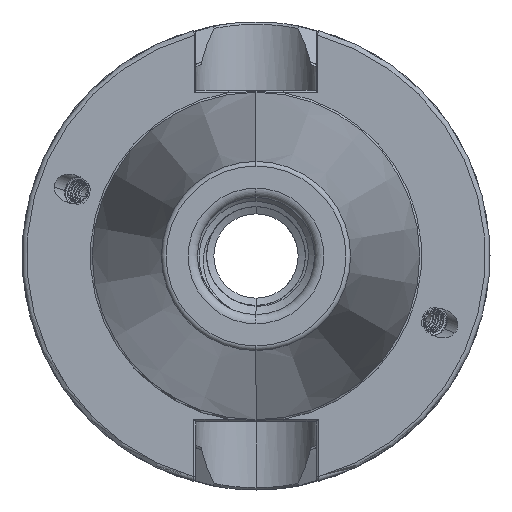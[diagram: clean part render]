
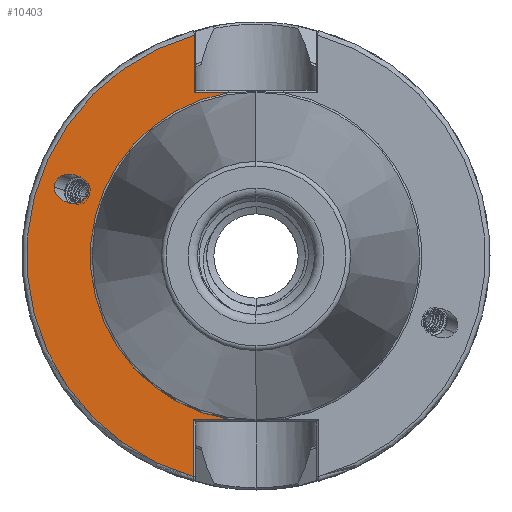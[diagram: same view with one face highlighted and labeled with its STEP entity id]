
A CAD part, left-side view. The second image highlights one B-rep face of the part: STEP entity #10403.
In plain terms, the highlighted planar face has unit normal (-1, 0, 0).
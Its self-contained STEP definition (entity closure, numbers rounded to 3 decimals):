
#1090 = CIRCLE ( 'NONE', #2379, 49. ) ;
#1172 = CIRCLE ( 'NONE', #2375, 35.398 ) ;
#1217 = VECTOR ( 'NONE', #13854, 1000. ) ;
#1237 = LINE ( 'NONE', #13856, #1217 ) ;
#1312 = ORIENTED_EDGE ( 'NONE', *, *, #13103, .T. ) ;
#1380 = ORIENTED_EDGE ( 'NONE', *, *, #13073, .T. ) ;
#1382 = ORIENTED_EDGE ( 'NONE', *, *, #13109, .T. ) ;
#1384 = ORIENTED_EDGE ( 'NONE', *, *, #13060, .T. ) ;
#2361 = FACE_BOUND ( 'NONE', #16530, .T. ) ;
#2372 = FACE_OUTER_BOUND ( 'NONE', #16518, .T. ) ;
#2375 = AXIS2_PLACEMENT_3D ( 'NONE', #13751, #13752, #13753 ) ;
#2379 = AXIS2_PLACEMENT_3D ( 'NONE', #13996, #13978, #13979 ) ;
#4207 = VERTEX_POINT ( 'NONE', #11824 ) ;
#4208 = VERTEX_POINT ( 'NONE', #11841 ) ;
#4265 = VERTEX_POINT ( 'NONE', #11922 ) ;
#4565 = VERTEX_POINT ( 'NONE', #15029 ) ;
#4572 = VERTEX_POINT ( 'NONE', #15032 ) ;
#4602 = VERTEX_POINT ( 'NONE', #15114 ) ;
#4625 = VERTEX_POINT ( 'NONE', #15134 ) ;
#4629 = VERTEX_POINT ( 'NONE', #15110 ) ;
#4654 = VERTEX_POINT ( 'NONE', #15139 ) ;
#5263 = PLANE ( 'NONE',  #12585 ) ;
#5265 = CARTESIAN_POINT ( 'NONE',  ( 0., 35.398, 0. ) ) ;
#5304 = DIRECTION ( 'NONE',  ( 0., 0., 1. ) ) ;
#5331 = DIRECTION ( 'NONE',  ( -1., 0., 0. ) ) ;
#7279 = CARTESIAN_POINT ( 'NONE',  ( 0., 35.867, 13.369 ) ) ;
#7282 = CARTESIAN_POINT ( 'NONE',  ( 0., 35.816, 13.963 ) ) ;
#7286 = CARTESIAN_POINT ( 'NONE',  ( 0., 35.816, 13.662 ) ) ;
#7291 = CARTESIAN_POINT ( 'NONE',  ( 0., 35.968, 13.091 ) ) ;
#7300 = CARTESIAN_POINT ( 'NONE',  ( 0., 35.816, 13.963 ) ) ;
#7302 = CARTESIAN_POINT ( 'NONE',  ( 0., 35.816, 20.184 ) ) ;
#7310 = CARTESIAN_POINT ( 'NONE',  ( 0., 43.118, 20.987 ) ) ;
#7311 = CARTESIAN_POINT ( 'NONE',  ( 0., 43.118, 14.766 ) ) ;
#10403 = ADVANCED_FACE ( 'NONE', ( #2361, #2372 ), #5263, .T. ) ;
#11824 = CARTESIAN_POINT ( 'NONE',  ( 0., 43.118, 14.766 ) ) ;
#11841 = CARTESIAN_POINT ( 'NONE',  ( 0., 35.968, 13.091 ) ) ;
#11922 = CARTESIAN_POINT ( 'NONE',  ( 0., 35.816, 13.963 ) ) ;
#12464 = EDGE_CURVE ( 'NONE', #4208, #4265, #17043, .T. ) ;
#12465 = EDGE_CURVE ( 'NONE', #4265, #4207, #17048, .T. ) ;
#12585 = AXIS2_PLACEMENT_3D ( 'NONE', #5265, #5331, #5304 ) ;
#13060 = EDGE_CURVE ( 'NONE', #4629, #4654, #1172, .T. ) ;
#13068 = EDGE_CURVE ( 'NONE', #4207, #4208, #16950, .T. ) ;
#13073 = EDGE_CURVE ( 'NONE', #4602, #4629, #1237, .T. ) ;
#13090 = EDGE_CURVE ( 'NONE', #4572, #4565, #1090, .T. ) ;
#13103 = EDGE_CURVE ( 'NONE', #4654, #4625, #14736, .T. ) ;
#13106 = EDGE_CURVE ( 'NONE', #4572, #4602, #14702, .T. ) ;
#13109 = EDGE_CURVE ( 'NONE', #4625, #4565, #14719, .T. ) ;
#13751 = CARTESIAN_POINT ( 'NONE',  ( 0., 0., 0. ) ) ;
#13752 = DIRECTION ( 'NONE',  ( 1., 0., 0. ) ) ;
#13753 = DIRECTION ( 'NONE',  ( 0., 0., -1. ) ) ;
#13804 = CARTESIAN_POINT ( 'NONE',  ( 0., 43.118, 9.99 ) ) ;
#13815 = CARTESIAN_POINT ( 'NONE',  ( 0., 37.57, 8.69 ) ) ;
#13823 = CARTESIAN_POINT ( 'NONE',  ( 0., 43.118, 14.766 ) ) ;
#13824 = CARTESIAN_POINT ( 'NONE',  ( 0., 35.968, 13.091 ) ) ;
#13854 = DIRECTION ( 'NONE',  ( 0., -1., 0. ) ) ;
#13856 = CARTESIAN_POINT ( 'NONE',  ( 0., -12.85, -34.9 ) ) ;
#13978 = DIRECTION ( 'NONE',  ( 1., 0., 0. ) ) ;
#13979 = DIRECTION ( 'NONE',  ( 0., 0., -1. ) ) ;
#13996 = CARTESIAN_POINT ( 'NONE',  ( 0., 0., 0. ) ) ;
#14075 = CARTESIAN_POINT ( 'NONE',  ( 0., 13.194, 0. ) ) ;
#14087 = CARTESIAN_POINT ( 'NONE',  ( 0., 13.279, -35.4 ) ) ;
#14090 = DIRECTION ( 'NONE',  ( 0., 1., 0. ) ) ;
#14094 = DIRECTION ( 'NONE',  ( 0., 0., 1. ) ) ;
#14103 = CARTESIAN_POINT ( 'NONE',  ( 0., 35.398, 34.9 ) ) ;
#14108 = DIRECTION ( 'NONE',  ( 0., 0., 1. ) ) ;
#14702 = LINE ( 'NONE', #14087, #14704 ) ;
#14704 = VECTOR ( 'NONE', #14094, 1000. ) ;
#14715 = VECTOR ( 'NONE', #14108, 1000. ) ;
#14719 = LINE ( 'NONE', #14075, #14715 ) ;
#14735 = VECTOR ( 'NONE', #14090, 1000. ) ;
#14736 = LINE ( 'NONE', #14103, #14735 ) ;
#15029 = CARTESIAN_POINT ( 'NONE',  ( 0., 13.194, 47.19 ) ) ;
#15032 = CARTESIAN_POINT ( 'NONE',  ( 0., 13.279, -47.166 ) ) ;
#15110 = CARTESIAN_POINT ( 'NONE',  ( 0., 5.916, -34.9 ) ) ;
#15114 = CARTESIAN_POINT ( 'NONE',  ( 0., 13.279, -34.9 ) ) ;
#15134 = CARTESIAN_POINT ( 'NONE',  ( 0., 13.194, 34.9 ) ) ;
#15139 = CARTESIAN_POINT ( 'NONE',  ( 0., 5.916, 34.9 ) ) ;
#16518 = EDGE_LOOP ( 'NONE', ( #16579, #16608, #1380, #1384, #1312, #1382 ) ) ;
#16530 = EDGE_LOOP ( 'NONE', ( #16613, #16562, #16564 ) ) ;
#16562 = ORIENTED_EDGE ( 'NONE', *, *, #13068, .F. ) ;
#16564 = ORIENTED_EDGE ( 'NONE', *, *, #12465, .F. ) ;
#16579 = ORIENTED_EDGE ( 'NONE', *, *, #13090, .F. ) ;
#16608 = ORIENTED_EDGE ( 'NONE', *, *, #13106, .T. ) ;
#16613 = ORIENTED_EDGE ( 'NONE', *, *, #12464, .F. ) ;
#16950 =( BOUNDED_CURVE ( )  B_SPLINE_CURVE ( 3, ( #13823, #13804, #13815, #13824 ),
 .UNSPECIFIED., .F., .F. ) 
 B_SPLINE_CURVE_WITH_KNOTS ( ( 4, 4 ),
 ( 3.431, 6.283 ),
 .UNSPECIFIED. ) 
 CURVE ( )  GEOMETRIC_REPRESENTATION_ITEM ( )  RATIONAL_B_SPLINE_CURVE ( ( 1., 0.43, 0.43, 1. ) ) 
 REPRESENTATION_ITEM ( '' )  );
#17043 =( BOUNDED_CURVE ( )  B_SPLINE_CURVE ( 3, ( #7291, #7279, #7286, #7282 ),
 .UNSPECIFIED., .F., .F. ) 
 B_SPLINE_CURVE_WITH_KNOTS ( ( 4, 4 ),
 ( 0., 0.29 ),
 .UNSPECIFIED. ) 
 CURVE ( )  GEOMETRIC_REPRESENTATION_ITEM ( )  RATIONAL_B_SPLINE_CURVE ( ( 1., 0.993, 0.993, 1. ) ) 
 REPRESENTATION_ITEM ( '' )  );
#17048 =( BOUNDED_CURVE ( )  B_SPLINE_CURVE ( 3, ( #7300, #7302, #7310, #7311 ),
 .UNSPECIFIED., .F., .T. ) 
 B_SPLINE_CURVE_WITH_KNOTS ( ( 4, 4 ),
 ( 0.29, 3.431 ),
 .UNSPECIFIED. ) 
 CURVE ( )  GEOMETRIC_REPRESENTATION_ITEM ( )  RATIONAL_B_SPLINE_CURVE ( ( 1., 0.333, 0.333, 1. ) ) 
 REPRESENTATION_ITEM ( '' )  );
